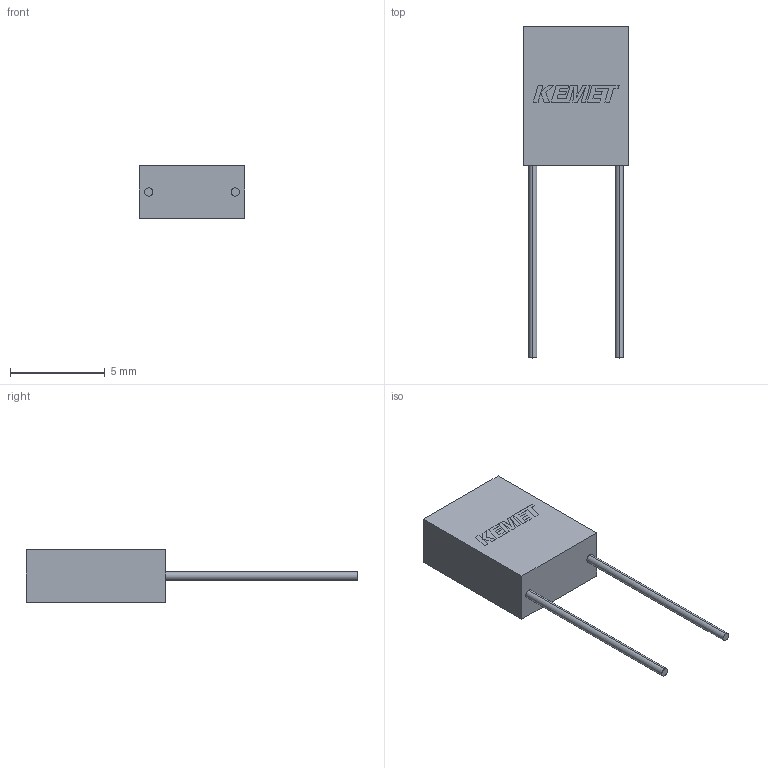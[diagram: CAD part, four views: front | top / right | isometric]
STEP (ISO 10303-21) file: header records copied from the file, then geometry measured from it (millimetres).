
FILE_DESCRIPTION (( 'STEP AP214' ), '1' );
FILE_NAME ('CTR_T370_W5.59H7.37T2.79S4.57LL10.16F0.44.STEP', '2018-05-09T20:57:14', ( '' ), ( '' ), 'SwSTEP 2.0', 'SolidWorks 2014', '' );
FILE_SCHEMA (( 'AUTOMOTIVE_DESIGN' ));
Length unit declared in the file: millimetre
Products named in the file (1): CTR_T370_W5.59H7.37T2.79S4.57LL10.16F0.44
Bounding box: 5.59 x 17.53 x 2.79 mm (x, y, z)
Volume: 118 mm3; surface area: 187.6 mm2
Topology: 4 solids, 4 shells, 71 faces, 183 edges, 122 vertices
Faces by surface type: plane 67, cylinder 4
Entity records: 2901 total; most frequent: CARTESIAN_POINT 377, ORIENTED_EDGE 366, DIRECTION 335, EDGE_CURVE 183, LINE 175, VECTOR 175, VERTEX_POINT 122, AXIS2_PLACEMENT_3D 80
